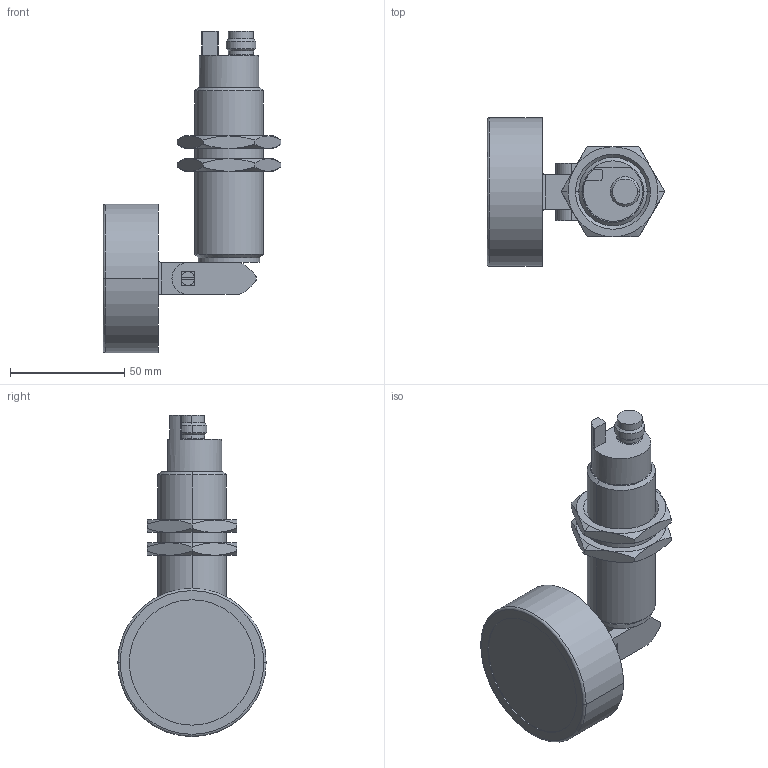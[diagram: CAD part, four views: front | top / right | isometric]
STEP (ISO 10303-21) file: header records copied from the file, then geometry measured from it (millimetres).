
FILE_DESCRIPTION((''),'2;1');
FILE_NAME('UC6000-30GM70S-IE2R2-V15_ASM','2011-11-30T',('dhelisch'),(''),'PRO/ENGINEER BY PARAMETRIC TECHNOLOGY CORPORATION, 2007250','PRO/ENGINEER BY PARAMETRIC TECHNOLOGY CORPORATION, 2007250','');
FILE_SCHEMA(('CONFIG_CONTROL_DESIGN'));
Length unit declared in the file: millimetre
Products named in the file (6): UC500-30GM70S-IE2R2-V15__; SCHARNIER__; SENSOR__; BOLZEN__; SECHSKANTMUTTER_4; UC6000-30GM70S-IE2R2-V15_ASM
Assembly tree (6 placements, depth 2):
  UC6000-30GM70S-IE2R2-V15_ASM
    UC500-30GM70S-IE2R2-V15__
    SCHARNIER__
    SENSOR__
    BOLZEN__
    SECHSKANTMUTTER_4  x2
Bounding box: 77.96 x 65 x 140.8 mm (x, y, z)
Volume: 160225.3 mm3; surface area: 31209.9 mm2
Topology: 6 solids, 6 shells, 189 faces, 467 edges, 334 vertices
Faces by surface type: plane 89, cone 52, cylinder 44, torus 4
Entity records: 6066 total; most frequent: CARTESIAN_POINT 1036, DIRECTION 861, ORIENTED_EDGE 734, EDGE_CURVE 367, PRESENTATION_STYLE_ASSIGNMENT 312, STYLED_ITEM 312, AXIS2_PLACEMENT_3D 310, CURVE_STYLE 307
